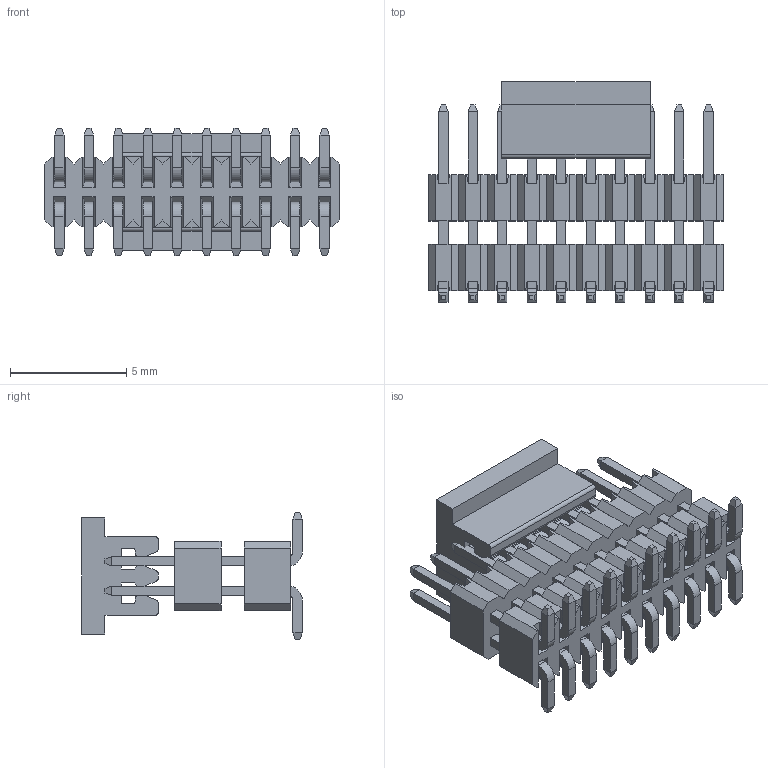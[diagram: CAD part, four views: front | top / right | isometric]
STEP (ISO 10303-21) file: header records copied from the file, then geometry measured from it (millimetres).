
FILE_DESCRIPTION( ('This file contains a STEP AP42 implementation' ,'as created by ZW3D STEP Interface translator.') ,'2;1' );
FILE_NAME( '1320-22XXXXM102XXXX(拸翐)(毀砃).stp' ,'23 317.101212', (''), ('ZWCAD Software Co.'), 'Version 1.0', 'ZW3D to STEP translator', '' );
FILE_SCHEMA(('AUTOMOTIVE_DESIGN { 1 0 10303 214 1 1 1 1 }'));
Length unit declared in the file: millimetre
Products named in the file (3): 0; 1320-2210XXM102XXXX(拸翐)(毀砃); 1320-22XXXXMXXXXX_ASM_1_ASM_1
Assembly tree (1 placements, depth 2):
  0
  1320-2210XXM102XXXX(拸翐)(毀砃)
    1320-22XXXXMXXXXX_ASM_1_ASM_1
Bounding box: 12.7 x 9.5 x 5.5 mm (x, y, z)
Volume: 218.1 mm3; surface area: 919.3 mm2
Topology: 23 solids, 23 shells, 876 faces, 2370 edges, 1500 vertices
Faces by surface type: plane 822, cylinder 54
Entity records: 27779 total; most frequent: CARTESIAN_POINT 4750, ORIENTED_EDGE 4740, DIRECTION 4238, EDGE_CURVE 2370, VECTOR 2262, LINE 2262, VERTEX_POINT 1500, AXIS2_PLACEMENT_3D 988
